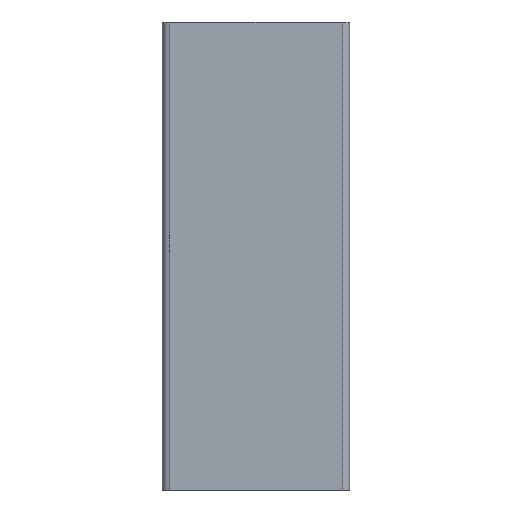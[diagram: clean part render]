
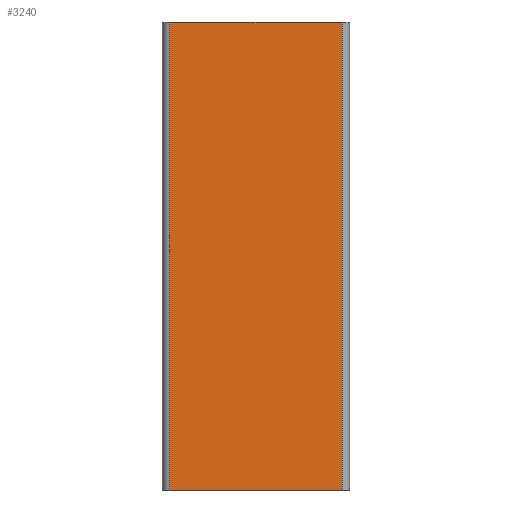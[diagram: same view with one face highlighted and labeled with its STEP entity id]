
A CAD part, left-side view. The second image highlights one B-rep face of the part: STEP entity #3240.
In plain terms, the highlighted planar face has unit normal (-1, 0, 0).
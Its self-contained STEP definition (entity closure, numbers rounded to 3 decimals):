
#1280=CARTESIAN_POINT('',(-1.83,3.738,0.));
#1290=VERTEX_POINT('',#1280);
#1320=CARTESIAN_POINT('',(-1.83,0.,0.));
#1330=DIRECTION('',(0.,1.,0.));
#1340=VECTOR('',#1330,1.);
#1350=LINE('',#1320,#1340);
#1360=CARTESIAN_POINT('',(-1.83,-33.062,0.));
#1370=VERTEX_POINT('',#1360);
#1380=EDGE_CURVE('',#1370,#1290,#1350,.T.);
#2940=CARTESIAN_POINT('',(-1.83,-34.662,100.));
#2950=DIRECTION('',(1.,0.,0.));
#2960=DIRECTION('',(0.,-1.,0.));
#2970=AXIS2_PLACEMENT_3D('',#2940,#2950,#2960);
#2980=PLANE('',#2970);
#2990=CARTESIAN_POINT('',(-1.83,-33.062,0.));
#3000=DIRECTION('',(0.,0.,-1.));
#3010=VECTOR('',#3000,1.);
#3020=LINE('',#2990,#3010);
#3030=CARTESIAN_POINT('',(-1.83,-33.062,100.));
#3040=VERTEX_POINT('',#3030);
#3050=EDGE_CURVE('',#3040,#1370,#3020,.T.);
#3060=ORIENTED_EDGE('',*,*,#3050,.F.);
#3070=ORIENTED_EDGE('',*,*,#1380,.F.);
#3080=CARTESIAN_POINT('',(-1.83,3.738,0.));
#3090=DIRECTION('',(0.,0.,1.));
#3100=VECTOR('',#3090,1.);
#3110=LINE('',#3080,#3100);
#3120=CARTESIAN_POINT('',(-1.83,3.738,100.));
#3130=VERTEX_POINT('',#3120);
#3140=EDGE_CURVE('',#1290,#3130,#3110,.T.);
#3150=ORIENTED_EDGE('',*,*,#3140,.F.);
#3160=CARTESIAN_POINT('',(-1.83,0.,100.));
#3170=DIRECTION('',(0.,1.,0.));
#3180=VECTOR('',#3170,1.);
#3190=LINE('',#3160,#3180);
#3200=EDGE_CURVE('',#3040,#3130,#3190,.T.);
#3210=ORIENTED_EDGE('',*,*,#3200,.T.);
#3220=EDGE_LOOP('',(#3210,#3150,#3070,#3060));
#3230=FACE_OUTER_BOUND('',#3220,.T.);
#3240=ADVANCED_FACE('',(#3230),#2980,.F.);
